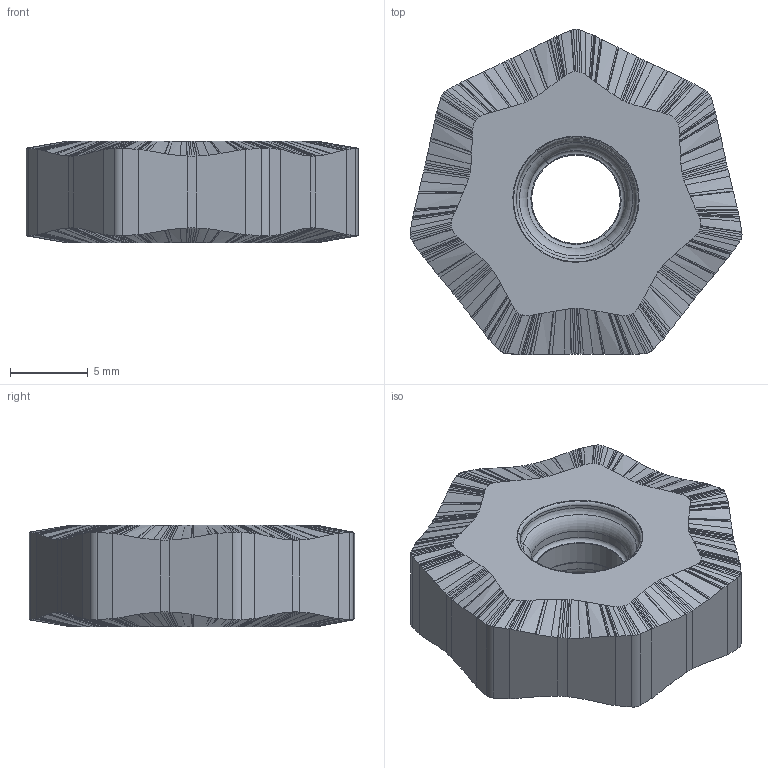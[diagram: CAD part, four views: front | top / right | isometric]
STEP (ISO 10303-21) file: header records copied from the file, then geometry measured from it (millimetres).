
FILE_DESCRIPTION(/* description */ (''),/* implementation_level */ '2;1');
FILE_NAME(/* name */ 'NNMU200608ZEN-HK.stp',/* time_stamp */ '2018-01-10T10:59:58+09:00',/* author */ (''),/* organization */ (''),/* preprocessor_version */ 'ST-DEVELOPER v16',/* originating_system */ 'SIEMENS PLM Software NX 10.0',/* authorisation */ '');
FILE_SCHEMA (('AUTOMOTIVE_DESIGN { 1 0 10303 214 3 1 1 1 }'));
Length unit declared in the file: millimetre
Products named in the file (1): NNMU200608ZEN-MK
Bounding box: 21.37 x 20.94 x 6.55 mm (x, y, z)
Volume: 1849.9 mm3; surface area: 1080.5 mm2
Topology: 1 solids, 1 shells, 650 faces, 1830 edges, 1184 vertices
Faces by surface type: bspline 574, plane 32, torus 16, cylinder 16, cone 12
Entity records: 33057 total; most frequent: CARTESIAN_POINT 19026, ORIENTED_EDGE 3660, EDGE_CURVE 1830, DIRECTION 1510, LINE 1218, VECTOR 1218, VERTEX_POINT 1184, EDGE_LOOP 654
